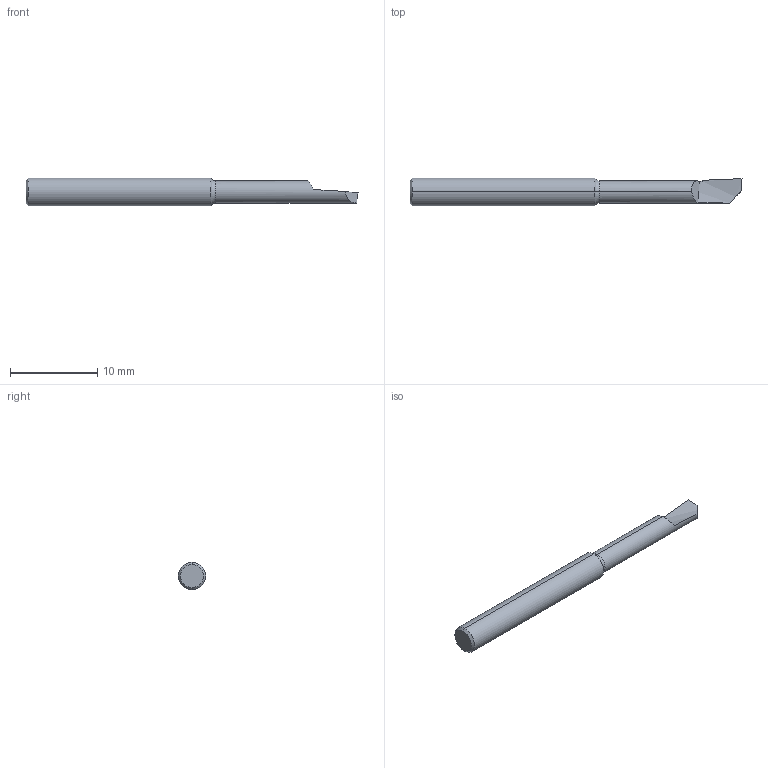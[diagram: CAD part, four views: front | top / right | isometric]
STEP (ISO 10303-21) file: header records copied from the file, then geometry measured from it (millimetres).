
FILE_DESCRIPTION (( 'STEP AP203' ), '1' );
FILE_NAME ('216342-HB120625.STEP', '2024-07-31T21:15:58', ( '' ), ( '' ), 'SwSTEP 2.0', 'SolidWorks 2024', '' );
FILE_SCHEMA (( 'CONFIG_CONTROL_DESIGN' ));
Length unit declared in the file: inch
Products named in the file (1): 216342-HB120625
Bounding box: 38.1 x 3.17 x 3.17 mm (x, y, z)
Volume: 237.2 mm3; surface area: 348.3 mm2
Topology: 1 solids, 1 shells, 18 faces, 42 edges, 26 vertices
Faces by surface type: plane 6, cylinder 4, bspline 4, torus 2, cone 2
Entity records: 680 total; most frequent: CARTESIAN_POINT 232, ORIENTED_EDGE 84, DIRECTION 66, EDGE_CURVE 42, AXIS2_PLACEMENT_3D 27, VERTEX_POINT 26, ADVANCED_FACE 18, FACE_OUTER_BOUND 18
